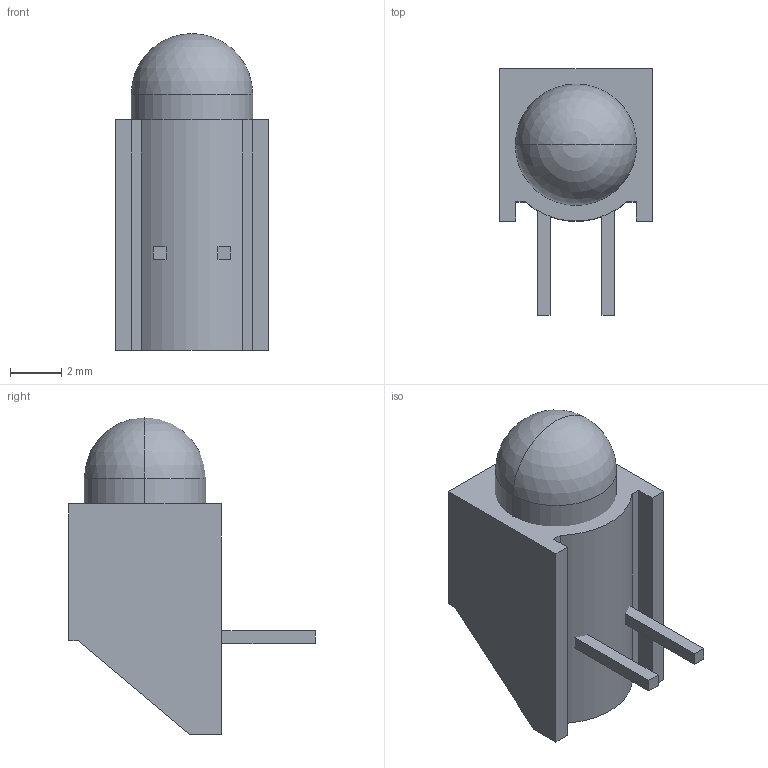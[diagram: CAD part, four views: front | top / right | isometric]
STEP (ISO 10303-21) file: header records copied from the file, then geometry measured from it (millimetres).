
FILE_DESCRIPTION((''),'2;1');
FILE_NAME('550XX07A_SWRP_SW0001','2008-07-24T',('jenkink'),(''),'PRO/ENGINEER BY PARAMETRIC TECHNOLOGY CORPORATION, 2007370','PRO/ENGINEER BY PARAMETRIC TECHNOLOGY CORPORATION, 2007370','');
FILE_SCHEMA(('CONFIG_CONTROL_DESIGN'));
Length unit declared in the file: inch
Products named in the file (1): 550XX07A_SWRP_SW0001
Bounding box: 5.97 x 9.65 x 12.4 mm (x, y, z)
Surface area: 404.9 mm2 (no closed solid volume)
Topology: 0 solids, 5 shells, 28 faces, 96 edges, 71 vertices
Faces by surface type: plane 23, cylinder 3, sphere 2
Entity records: 1044 total; most frequent: CARTESIAN_POINT 193, DIRECTION 166, ORIENTED_EDGE 142, EDGE_CURVE 94, VECTOR 78, LINE 78, VERTEX_POINT 71, AXIS2_PLACEMENT_3D 44
